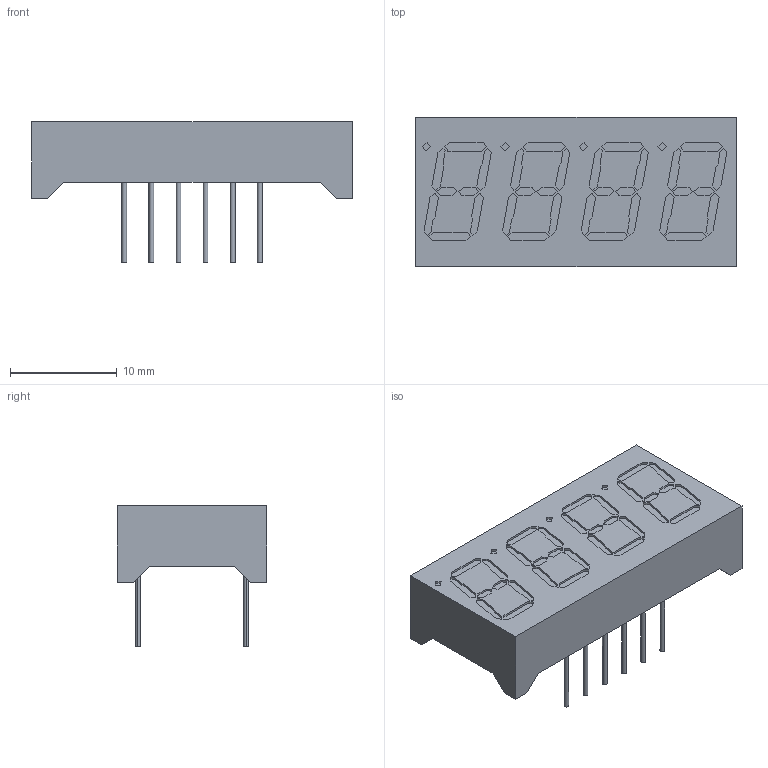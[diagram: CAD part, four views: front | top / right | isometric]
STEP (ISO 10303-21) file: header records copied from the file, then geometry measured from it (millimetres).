
FILE_DESCRIPTION (( 'STEP AP214' ), '1' );
FILE_NAME ('User Library-7-seg-4_asm.STEP', '2013-06-16T16:42:42', ( 'Windows User' ), ( '' ), 'SwSTEP 2.0', 'SolidWorks 2013', '' );
FILE_SCHEMA (( 'AUTOMOTIVE_DESIGN' ));
Length unit declared in the file: millimetre
Products named in the file (3): User Library-7-seg-4_asm_PIN; User Library-7-seg-4_asm_BODY; User Library-7-seg-4_asm
Assembly tree (13 placements, depth 2):
  User Library-7-seg-4_asm
    User Library-7-seg-4_asm_BODY
    User Library-7-seg-4_asm_PIN  x12
Bounding box: 30 x 14 x 13.2 mm (x, y, z)
Volume: 2217.7 mm3; surface area: 1623.8 mm2
Topology: 13 solids, 13 shells, 350 faces, 864 edges, 576 vertices
Faces by surface type: plane 326, cylinder 24
Entity records: 9439 total; most frequent: CARTESIAN_POINT 1652, ORIENTED_EDGE 1596, DIRECTION 1446, EDGE_CURVE 798, VECTOR 794, LINE 794, VERTEX_POINT 532, EDGE_LOOP 342
